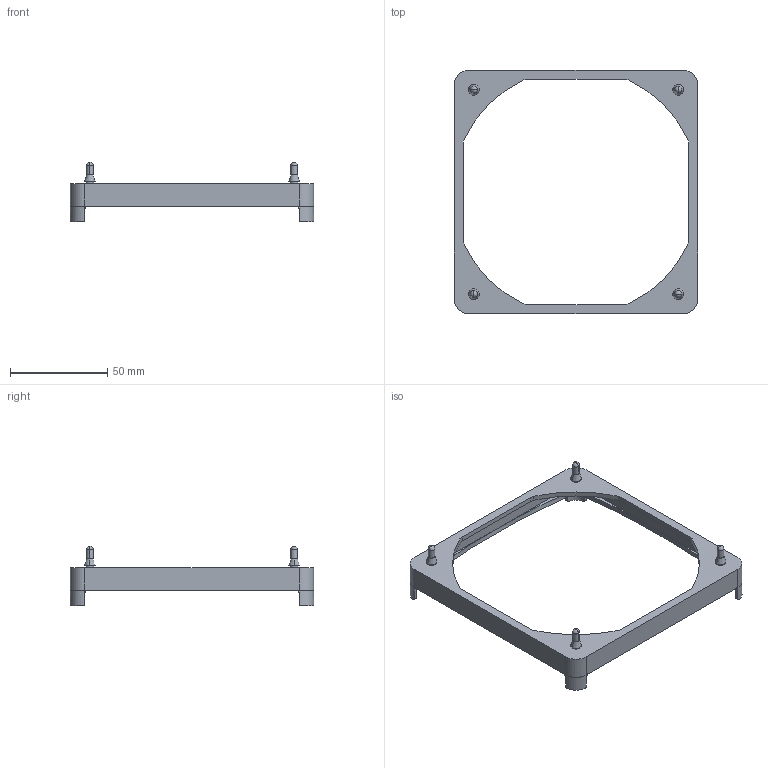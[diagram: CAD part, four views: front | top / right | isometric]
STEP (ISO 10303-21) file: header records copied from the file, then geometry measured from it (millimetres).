
FILE_DESCRIPTION((''),'2;1');
FILE_NAME('SLM-119-60-10-F.stp','2012-05-02T22:35:02',(''),(''),'Mechanical Desktop.R8.0.24.0','Mechanical Desktop.R8.0.24.0',', , ');
FILE_SCHEMA(('CONFIG_CONTROL_DESIGN'));
Length unit declared in the file: millimetre
Products named in the file (2): SLM-119-60-10-F OVA; SLM-119-60-10-F OV
Assembly tree (1 placements, depth 2):
  SLM-119-60-10-F OVA
    SLM-119-60-10-F OV
Bounding box: 125 x 125 x 30.5 mm (x, y, z)
Volume: 24365.2 mm3; surface area: 20468.9 mm2
Topology: 1 solids, 1 shells, 2020 faces, 5715 edges, 3777 vertices
Faces by surface type: bspline 1520, plane 353, cylinder 111, sphere 24, cone 8, torus 4
Entity records: 74207 total; most frequent: CARTESIAN_POINT 32238, ORIENTED_EDGE 11382, EDGE_CURVE 5691, DIRECTION 3902, VERTEX_POINT 3777, B_SPLINE_CURVE_WITH_KNOTS 3056, VECTOR 2372, LINE 2372
